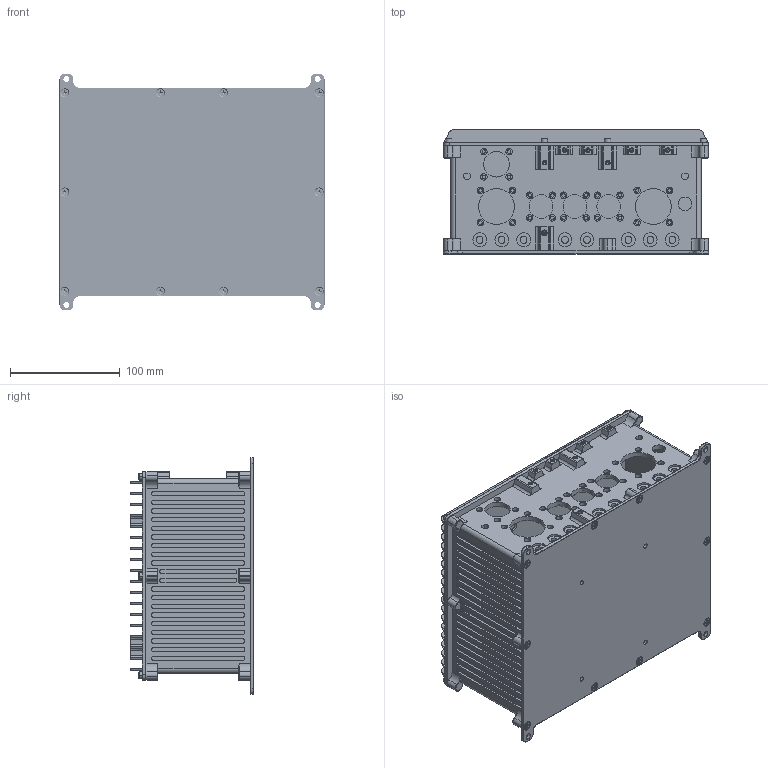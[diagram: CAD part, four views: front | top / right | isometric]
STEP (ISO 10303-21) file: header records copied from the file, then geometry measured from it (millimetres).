
FILE_DESCRIPTION((''),'2;1');
FILE_NAME('OSBOURNE_RGD_ENCL_ASM','2023-09-09T11:39:33',('jshan'),(''),'CREO PARAMETRIC BY PTC INC, 2018100','CREO PARAMETRIC BY PTC INC, 2018100','');
FILE_SCHEMA(('CONFIG_CONTROL_DESIGN'));
Products named in the file (7): 7820140_01_OSBN_RGD_MID_BODY; 7820142_01_OSBN_RGD_LID_BOT; 7820141_01_OSBN_RGD_HS_LID_TOP; 6_32_04375_PH_FT_91771A142; HSHCS_UNC_6_32_0_4375_0_4375; OSBOURNE_RGD_GASKET_WS_1103; OSBOURNE_RGD_ENCL_ASM
Assembly tree (25 placements, depth 2):
  OSBOURNE_RGD_ENCL_ASM
    7820140_01_OSBN_RGD_MID_BODY
    7820142_01_OSBN_RGD_LID_BOT
    7820141_01_OSBN_RGD_HS_LID_TOP
    6_32_04375_PH_FT_91771A142  x10
    HSHCS_UNC_6_32_0_4375_0_4375  x10
    OSBOURNE_RGD_GASKET_WS_1103  x2
Bounding box: 241.01 x 112.67 x 215.36 mm (x, y, z)
Volume: 664759.1 mm3; surface area: 480501.9 mm2
Topology: 25 solids, 56 shells, 3562 faces, 9510 edges, 6179 vertices
Faces by surface type: plane 1843, cylinder 1237, cone 326, torus 136, bspline 20
Entity records: 85477 total; most frequent: CARTESIAN_POINT 19287, ORIENTED_EDGE 13646, DIRECTION 13540, EDGE_CURVE 6885, VECTOR 4948, LINE 4948, VERTEX_POINT 4507, AXIS2_PLACEMENT_3D 4296
